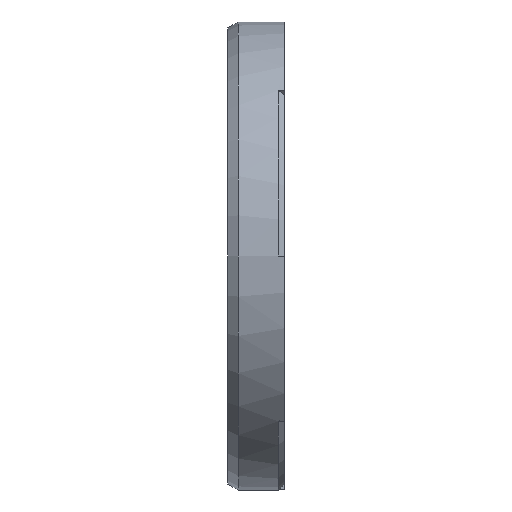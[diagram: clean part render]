
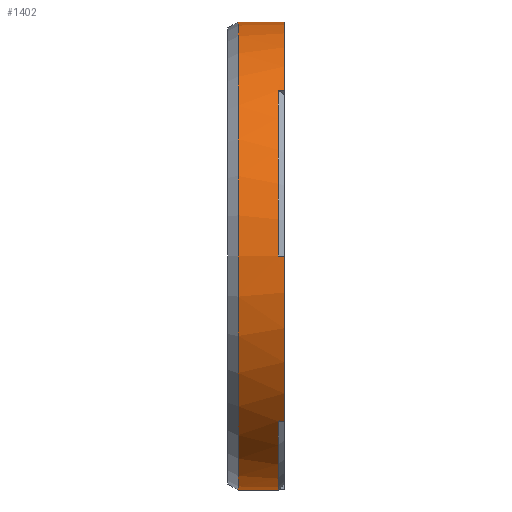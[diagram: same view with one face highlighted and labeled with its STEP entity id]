
A CAD part, left-side view. The second image highlights one B-rep face of the part: STEP entity #1402.
In plain terms, the highlighted cylindrical face has radius 39 mm (diameter 78 mm), a partial arc.
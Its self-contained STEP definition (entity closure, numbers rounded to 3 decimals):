
#2 = DIRECTION ( 'NONE',  ( 1., 0., 0. ) ) ;
#13 = DIRECTION ( 'NONE',  ( 0., -1., 0. ) ) ;
#19 = CARTESIAN_POINT ( 'NONE',  ( -39., -7., 0. ) ) ;
#28 = DIRECTION ( 'NONE',  ( 0., -1., 0. ) ) ;
#33 = DIRECTION ( 'NONE',  ( 1., 0., 0. ) ) ;
#56 = EDGE_CURVE ( 'NONE', #858, #103, #1266, .T. ) ;
#103 = VERTEX_POINT ( 'NONE', #1158 ) ;
#108 = DIRECTION ( 'NONE',  ( 0., 0., -1. ) ) ;
#111 = VERTEX_POINT ( 'NONE', #330 ) ;
#117 = LINE ( 'NONE', #923, #1024 ) ;
#150 = CARTESIAN_POINT ( 'NONE',  ( 0., -8., 39. ) ) ;
#158 = DIRECTION ( 'NONE',  ( 0., 0., 1. ) ) ;
#161 = ORIENTED_EDGE ( 'NONE', *, *, #604, .F. ) ;
#164 = CIRCLE ( 'NONE', #188, 39. ) ;
#188 = AXIS2_PLACEMENT_3D ( 'NONE', #247, #1170, #2 ) ;
#190 = VECTOR ( 'NONE', #214, 1000. ) ;
#203 = CARTESIAN_POINT ( 'NONE',  ( -27.577, -8., -27.577 ) ) ;
#214 = DIRECTION ( 'NONE',  ( 0., 1., 0. ) ) ;
#237 = CARTESIAN_POINT ( 'NONE',  ( 0., -0.332, -39. ) ) ;
#240 = AXIS2_PLACEMENT_3D ( 'NONE', #1042, #583, #108 ) ;
#242 = CARTESIAN_POINT ( 'NONE',  ( -27.577, -8., 27.577 ) ) ;
#247 = CARTESIAN_POINT ( 'NONE',  ( 0., -8., 0. ) ) ;
#249 = DIRECTION ( 'NONE',  ( 0., -1., 0. ) ) ;
#252 = EDGE_CURVE ( 'NONE', #103, #111, #986, .T. ) ;
#260 = AXIS2_PLACEMENT_3D ( 'NONE', #828, #249, #33 ) ;
#262 = CARTESIAN_POINT ( 'NONE',  ( -39., -8., 0. ) ) ;
#302 = ORIENTED_EDGE ( 'NONE', *, *, #627, .T. ) ;
#303 = CARTESIAN_POINT ( 'NONE',  ( -27.577, -8., -27.577 ) ) ;
#322 = FACE_OUTER_BOUND ( 'NONE', #580, .T. ) ;
#330 = CARTESIAN_POINT ( 'NONE',  ( 0., -7., -39. ) ) ;
#333 = LINE ( 'NONE', #577, #190 ) ;
#356 = LINE ( 'NONE', #678, #768 ) ;
#385 = CARTESIAN_POINT ( 'NONE',  ( 0., -8., 39. ) ) ;
#391 = EDGE_CURVE ( 'NONE', #410, #1256, #855, .T. ) ;
#410 = VERTEX_POINT ( 'NONE', #385 ) ;
#503 = VERTEX_POINT ( 'NONE', #540 ) ;
#540 = CARTESIAN_POINT ( 'NONE',  ( -27.577, -7., 27.577 ) ) ;
#570 = ORIENTED_EDGE ( 'NONE', *, *, #959, .F. ) ;
#573 = CARTESIAN_POINT ( 'NONE',  ( 0., -7., 0. ) ) ;
#577 = CARTESIAN_POINT ( 'NONE',  ( -39., -8., 0. ) ) ;
#580 = EDGE_LOOP ( 'NONE', ( #1271, #1296, #302, #643, #1307, #161, #1204, #1325, #1275, #570, #1262 ) ) ;
#583 = DIRECTION ( 'NONE',  ( 0., -1., 0. ) ) ;
#593 = VECTOR ( 'NONE', #685, 1000. ) ;
#604 = EDGE_CURVE ( 'NONE', #1109, #858, #1069, .T. ) ;
#606 = CARTESIAN_POINT ( 'NONE',  ( 0., -0.332, 39. ) ) ;
#626 = CARTESIAN_POINT ( 'NONE',  ( 0., -7., 0. ) ) ;
#627 = EDGE_CURVE ( 'NONE', #1457, #111, #1057, .T. ) ;
#643 = ORIENTED_EDGE ( 'NONE', *, *, #252, .F. ) ;
#678 = CARTESIAN_POINT ( 'NONE',  ( -27.577, -8., 27.577 ) ) ;
#685 = DIRECTION ( 'NONE',  ( 0., 1., 0. ) ) ;
#694 = VERTEX_POINT ( 'NONE', #242 ) ;
#698 = CIRCLE ( 'NONE', #945, 39. ) ;
#718 = DIRECTION ( 'NONE',  ( -1., 0., 0. ) ) ;
#731 = DIRECTION ( 'NONE',  ( 0., 1., 0. ) ) ;
#768 = VECTOR ( 'NONE', #1401, 1000. ) ;
#791 = VECTOR ( 'NONE', #1421, 1000. ) ;
#828 = CARTESIAN_POINT ( 'NONE',  ( 0., -8., 0. ) ) ;
#855 = LINE ( 'NONE', #150, #1391 ) ;
#858 = VERTEX_POINT ( 'NONE', #303 ) ;
#889 = AXIS2_PLACEMENT_3D ( 'NONE', #573, #28, #718 ) ;
#923 = CARTESIAN_POINT ( 'NONE',  ( 0., 2., 39. ) ) ;
#945 = AXIS2_PLACEMENT_3D ( 'NONE', #1339, #1447, #158 ) ;
#959 = EDGE_CURVE ( 'NONE', #410, #694, #164, .T. ) ;
#962 = DIRECTION ( 'NONE',  ( 0., 0., 1. ) ) ;
#986 = CIRCLE ( 'NONE', #889, 39. ) ;
#992 = CIRCLE ( 'NONE', #1466, 39. ) ;
#1024 = VECTOR ( 'NONE', #13, 1000. ) ;
#1042 = CARTESIAN_POINT ( 'NONE',  ( 0., 2., 0. ) ) ;
#1050 = CARTESIAN_POINT ( 'NONE',  ( 0., 2., -39. ) ) ;
#1057 = LINE ( 'NONE', #1050, #791 ) ;
#1069 = CIRCLE ( 'NONE', #260, 39. ) ;
#1080 = VERTEX_POINT ( 'NONE', #606 ) ;
#1091 = DIRECTION ( 'NONE',  ( 0., -1., 0. ) ) ;
#1109 = VERTEX_POINT ( 'NONE', #262 ) ;
#1154 = EDGE_CURVE ( 'NONE', #1080, #1457, #698, .T. ) ;
#1158 = CARTESIAN_POINT ( 'NONE',  ( -27.577, -7., -27.577 ) ) ;
#1170 = DIRECTION ( 'NONE',  ( 0., -1., 0. ) ) ;
#1204 = ORIENTED_EDGE ( 'NONE', *, *, #1423, .T. ) ;
#1212 = EDGE_CURVE ( 'NONE', #503, #1426, #992, .T. ) ;
#1256 = VERTEX_POINT ( 'NONE', #1493 ) ;
#1262 = ORIENTED_EDGE ( 'NONE', *, *, #391, .T. ) ;
#1266 = LINE ( 'NONE', #203, #593 ) ;
#1271 = ORIENTED_EDGE ( 'NONE', *, *, #1483, .F. ) ;
#1275 = ORIENTED_EDGE ( 'NONE', *, *, #1430, .F. ) ;
#1278 = CYLINDRICAL_SURFACE ( 'NONE', #240, 39. ) ;
#1296 = ORIENTED_EDGE ( 'NONE', *, *, #1154, .T. ) ;
#1307 = ORIENTED_EDGE ( 'NONE', *, *, #56, .F. ) ;
#1325 = ORIENTED_EDGE ( 'NONE', *, *, #1212, .F. ) ;
#1339 = CARTESIAN_POINT ( 'NONE',  ( 0., -0.332, 0. ) ) ;
#1391 = VECTOR ( 'NONE', #731, 1000. ) ;
#1401 = DIRECTION ( 'NONE',  ( 0., 1., 0. ) ) ;
#1402 = ADVANCED_FACE ( 'NONE', ( #322 ), #1278, .T. ) ;
#1421 = DIRECTION ( 'NONE',  ( 0., -1., 0. ) ) ;
#1423 = EDGE_CURVE ( 'NONE', #1109, #1426, #333, .T. ) ;
#1426 = VERTEX_POINT ( 'NONE', #19 ) ;
#1430 = EDGE_CURVE ( 'NONE', #694, #503, #356, .T. ) ;
#1447 = DIRECTION ( 'NONE',  ( 0., -1., 0. ) ) ;
#1457 = VERTEX_POINT ( 'NONE', #237 ) ;
#1466 = AXIS2_PLACEMENT_3D ( 'NONE', #626, #1091, #962 ) ;
#1483 = EDGE_CURVE ( 'NONE', #1080, #1256, #117, .T. ) ;
#1493 = CARTESIAN_POINT ( 'NONE',  ( 0., -7., 39. ) ) ;
